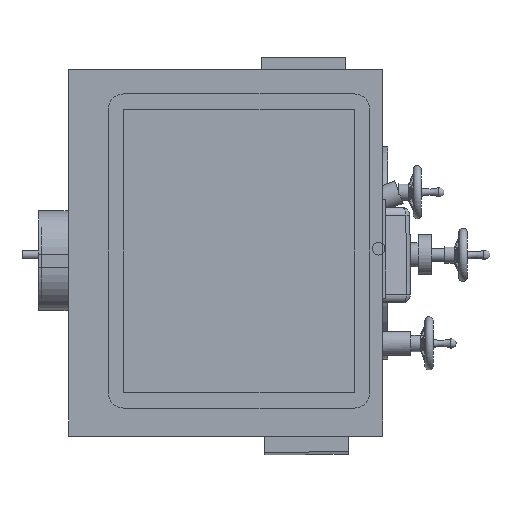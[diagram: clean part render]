
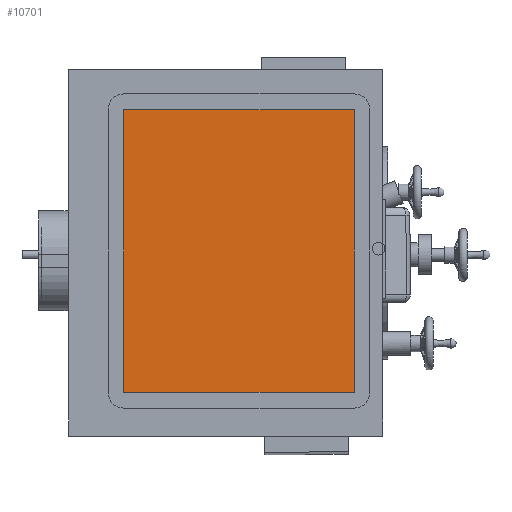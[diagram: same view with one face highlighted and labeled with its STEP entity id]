
A CAD part, front view. The second image highlights one B-rep face of the part: STEP entity #10701.
In plain terms, the highlighted planar face has unit normal (0, -1, 0).
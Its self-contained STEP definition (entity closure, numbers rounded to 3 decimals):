
#1368=FACE_OUTER_BOUND('',#2031,.T.);
#2031=EDGE_LOOP('',(#7513,#7514,#7515,#7516));
#2847=LINE('',#16314,#3786);
#2848=LINE('',#16316,#3787);
#2849=LINE('',#16318,#3788);
#2850=LINE('',#16319,#3789);
#3786=VECTOR('',#13211,10.);
#3787=VECTOR('',#13212,10.);
#3788=VECTOR('',#13213,10.);
#3789=VECTOR('',#13214,10.);
#4720=VERTEX_POINT('',#16312);
#4721=VERTEX_POINT('',#16313);
#4722=VERTEX_POINT('',#16315);
#4723=VERTEX_POINT('',#16317);
#5777=EDGE_CURVE('',#4720,#4721,#2847,.T.);
#5778=EDGE_CURVE('',#4722,#4720,#2848,.T.);
#5779=EDGE_CURVE('',#4723,#4722,#2849,.T.);
#5780=EDGE_CURVE('',#4721,#4723,#2850,.T.);
#7513=ORIENTED_EDGE('',*,*,#5777,.F.);
#7514=ORIENTED_EDGE('',*,*,#5778,.F.);
#7515=ORIENTED_EDGE('',*,*,#5779,.F.);
#7516=ORIENTED_EDGE('',*,*,#5780,.F.);
#10286=PLANE('',#11879);
#10701=ADVANCED_FACE('',(#1368),#10286,.T.);
#11879=AXIS2_PLACEMENT_3D('',#16311,#13209,#13210);
#13209=DIRECTION('center_axis',(0.,-1.,0.));
#13210=DIRECTION('ref_axis',(-1.,0.,0.));
#13211=DIRECTION('',(0.,0.,-1.));
#13212=DIRECTION('',(1.,0.,0.));
#13213=DIRECTION('',(0.,0.,1.));
#13214=DIRECTION('',(-1.,0.,0.));
#16311=CARTESIAN_POINT('Origin',(-55.868,770.,-55.));
#16312=CARTESIAN_POINT('',(-83.339,770.,-55.));
#16313=CARTESIAN_POINT('',(-83.339,770.,-495.));
#16314=CARTESIAN_POINT('',(-83.339,770.,-55.));
#16315=CARTESIAN_POINT('',(-623.339,770.,-55.));
#16316=CARTESIAN_POINT('',(-339.604,770.,-55.));
#16317=CARTESIAN_POINT('',(-623.339,770.,-495.));
#16318=CARTESIAN_POINT('',(-623.339,770.,-275.));
#16319=CARTESIAN_POINT('',(-69.604,770.,-495.));
